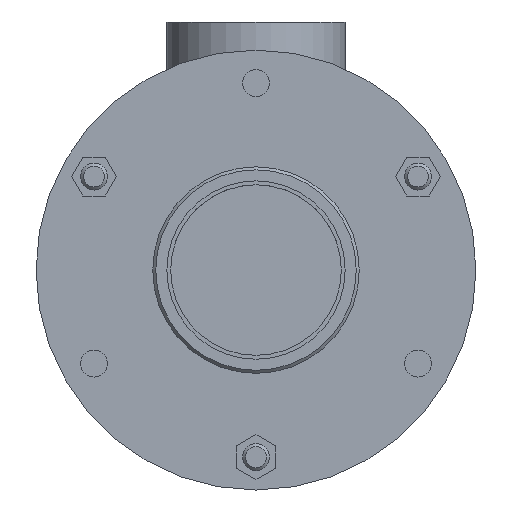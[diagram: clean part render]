
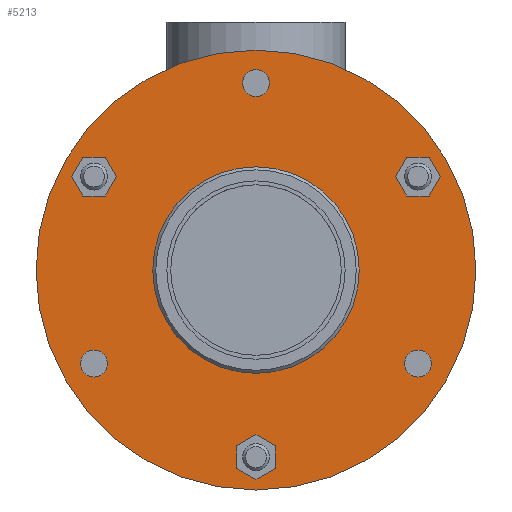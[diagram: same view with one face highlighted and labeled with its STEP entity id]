
A CAD part, front view. The second image highlights one B-rep face of the part: STEP entity #5213.
In plain terms, the highlighted planar face has unit normal (0, -1, 0).
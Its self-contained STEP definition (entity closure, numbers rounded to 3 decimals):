
#109=FACE_BOUND($,#884,.T.);
#110=FACE_BOUND($,#885,.T.);
#111=FACE_BOUND($,#886,.T.);
#112=FACE_BOUND($,#887,.T.);
#113=FACE_BOUND($,#888,.T.);
#114=FACE_BOUND($,#889,.T.);
#115=FACE_BOUND($,#890,.T.);
#116=FACE_BOUND($,#891,.T.);
#169=CIRCLE($,#5438,4.5);
#171=CIRCLE($,#5441,4.5);
#173=CIRCLE($,#5444,4.5);
#184=CIRCLE($,#5466,34.5);
#187=CIRCLE($,#5472,73.5);
#884=EDGE_LOOP($,(#4575,#4576,#4577,#4578,#4579,#4580));
#885=EDGE_LOOP($,(#4581,#4582,#4583,#4584,#4585,#4586));
#886=EDGE_LOOP($,(#4587,#4588,#4589,#4590,#4591,#4592));
#887=EDGE_LOOP($,(#4593));
#888=EDGE_LOOP($,(#4594));
#889=EDGE_LOOP($,(#4595));
#890=EDGE_LOOP($,(#4596));
#891=EDGE_LOOP($,(#4597));
#1471=LINE($,#9087,#1964);
#1475=LINE($,#9095,#1968);
#1478=LINE($,#9101,#1971);
#1481=LINE($,#9107,#1974);
#1484=LINE($,#9113,#1977);
#1487=LINE($,#9118,#1980);
#1489=LINE($,#9126,#1982);
#1493=LINE($,#9134,#1986);
#1496=LINE($,#9140,#1989);
#1499=LINE($,#9146,#1992);
#1502=LINE($,#9152,#1995);
#1505=LINE($,#9157,#1998);
#1507=LINE($,#9165,#2000);
#1511=LINE($,#9173,#2004);
#1514=LINE($,#9179,#2007);
#1517=LINE($,#9185,#2010);
#1520=LINE($,#9191,#2013);
#1523=LINE($,#9196,#2016);
#1964=VECTOR($,#6161,7.506);
#1968=VECTOR($,#6167,7.506);
#1971=VECTOR($,#6172,7.506);
#1974=VECTOR($,#6177,7.506);
#1977=VECTOR($,#6182,7.506);
#1980=VECTOR($,#6187,7.506);
#1982=VECTOR($,#6195,7.506);
#1986=VECTOR($,#6201,7.506);
#1989=VECTOR($,#6206,7.506);
#1992=VECTOR($,#6211,7.506);
#1995=VECTOR($,#6216,7.506);
#1998=VECTOR($,#6221,7.506);
#2000=VECTOR($,#6229,7.506);
#2004=VECTOR($,#6235,7.506);
#2007=VECTOR($,#6240,7.506);
#2010=VECTOR($,#6245,7.506);
#2013=VECTOR($,#6250,7.506);
#2016=VECTOR($,#6255,7.506);
#2439=VERTEX_POINT($,#9085);
#2440=VERTEX_POINT($,#9086);
#2443=VERTEX_POINT($,#9094);
#2445=VERTEX_POINT($,#9100);
#2447=VERTEX_POINT($,#9106);
#2449=VERTEX_POINT($,#9112);
#2452=VERTEX_POINT($,#9124);
#2453=VERTEX_POINT($,#9125);
#2456=VERTEX_POINT($,#9133);
#2458=VERTEX_POINT($,#9139);
#2460=VERTEX_POINT($,#9145);
#2462=VERTEX_POINT($,#9151);
#2465=VERTEX_POINT($,#9163);
#2466=VERTEX_POINT($,#9164);
#2469=VERTEX_POINT($,#9172);
#2471=VERTEX_POINT($,#9178);
#2473=VERTEX_POINT($,#9184);
#2475=VERTEX_POINT($,#9190);
#2527=VERTEX_POINT($,#9351);
#2529=VERTEX_POINT($,#9356);
#2531=VERTEX_POINT($,#9361);
#2544=VERTEX_POINT($,#9536);
#2547=VERTEX_POINT($,#9545);
#3110=EDGE_CURVE($,#2439,#2440,#1471,.T.);
#3114=EDGE_CURVE($,#2440,#2443,#1475,.T.);
#3117=EDGE_CURVE($,#2443,#2445,#1478,.T.);
#3120=EDGE_CURVE($,#2445,#2447,#1481,.T.);
#3123=EDGE_CURVE($,#2447,#2449,#1484,.T.);
#3126=EDGE_CURVE($,#2449,#2439,#1487,.T.);
#3129=EDGE_CURVE($,#2452,#2453,#1489,.T.);
#3133=EDGE_CURVE($,#2453,#2456,#1493,.T.);
#3136=EDGE_CURVE($,#2456,#2458,#1496,.T.);
#3139=EDGE_CURVE($,#2458,#2460,#1499,.T.);
#3142=EDGE_CURVE($,#2460,#2462,#1502,.T.);
#3145=EDGE_CURVE($,#2462,#2452,#1505,.T.);
#3148=EDGE_CURVE($,#2465,#2466,#1507,.T.);
#3152=EDGE_CURVE($,#2466,#2469,#1511,.T.);
#3155=EDGE_CURVE($,#2469,#2471,#1514,.T.);
#3158=EDGE_CURVE($,#2471,#2473,#1517,.T.);
#3161=EDGE_CURVE($,#2473,#2475,#1520,.T.);
#3164=EDGE_CURVE($,#2475,#2465,#1523,.T.);
#3234=EDGE_CURVE($,#2527,#2527,#169,.T.);
#3236=EDGE_CURVE($,#2529,#2529,#171,.T.);
#3238=EDGE_CURVE($,#2531,#2531,#173,.T.);
#3251=EDGE_CURVE($,#2544,#2544,#184,.T.);
#3254=EDGE_CURVE($,#2547,#2547,#187,.T.);
#4575=ORIENTED_EDGE($,*,*,#3110,.T.);
#4576=ORIENTED_EDGE($,*,*,#3114,.T.);
#4577=ORIENTED_EDGE($,*,*,#3117,.T.);
#4578=ORIENTED_EDGE($,*,*,#3120,.T.);
#4579=ORIENTED_EDGE($,*,*,#3123,.T.);
#4580=ORIENTED_EDGE($,*,*,#3126,.T.);
#4581=ORIENTED_EDGE($,*,*,#3129,.T.);
#4582=ORIENTED_EDGE($,*,*,#3133,.T.);
#4583=ORIENTED_EDGE($,*,*,#3136,.T.);
#4584=ORIENTED_EDGE($,*,*,#3139,.T.);
#4585=ORIENTED_EDGE($,*,*,#3142,.T.);
#4586=ORIENTED_EDGE($,*,*,#3145,.T.);
#4587=ORIENTED_EDGE($,*,*,#3148,.T.);
#4588=ORIENTED_EDGE($,*,*,#3152,.T.);
#4589=ORIENTED_EDGE($,*,*,#3155,.T.);
#4590=ORIENTED_EDGE($,*,*,#3158,.T.);
#4591=ORIENTED_EDGE($,*,*,#3161,.T.);
#4592=ORIENTED_EDGE($,*,*,#3164,.T.);
#4593=ORIENTED_EDGE($,*,*,#3234,.T.);
#4594=ORIENTED_EDGE($,*,*,#3236,.T.);
#4595=ORIENTED_EDGE($,*,*,#3238,.T.);
#4596=ORIENTED_EDGE($,*,*,#3251,.T.);
#4597=ORIENTED_EDGE($,*,*,#3254,.T.);
#4855=PLANE($,#5473);
#5213=ADVANCED_FACE($,(#109,#110,#111,#112,#113,#114,#115,#116),#4855,.F.);
#5438=AXIS2_PLACEMENT_3D($,#9352,#6409,#6410);
#5441=AXIS2_PLACEMENT_3D($,#9357,#6415,#6416);
#5444=AXIS2_PLACEMENT_3D($,#9362,#6421,#6422);
#5466=AXIS2_PLACEMENT_3D($,#9537,#6465,#6466);
#5472=AXIS2_PLACEMENT_3D($,#9546,#6477,#6478);
#5473=AXIS2_PLACEMENT_3D($,#9547,#6479,#6480);
#6161=DIRECTION($,(0.,0.,-1.));
#6167=DIRECTION($,(-0.866,0.,-0.5));
#6172=DIRECTION($,(-0.866,0.,0.5));
#6177=DIRECTION($,(0.,0.,1.));
#6182=DIRECTION($,(0.866,0.,0.5));
#6187=DIRECTION($,(0.866,0.,-0.5));
#6195=DIRECTION($,(-1.,0.,0.));
#6201=DIRECTION($,(-0.5,0.,0.866));
#6206=DIRECTION($,(0.5,0.,0.866));
#6211=DIRECTION($,(1.,0.,0.));
#6216=DIRECTION($,(0.5,0.,-0.866));
#6221=DIRECTION($,(-0.5,0.,-0.866));
#6229=DIRECTION($,(1.,0.,0.));
#6235=DIRECTION($,(0.5,0.,-0.866));
#6240=DIRECTION($,(-0.5,0.,-0.866));
#6245=DIRECTION($,(-1.,0.,0.));
#6250=DIRECTION($,(-0.5,0.,0.866));
#6255=DIRECTION($,(0.5,0.,0.866));
#6409=DIRECTION('center_axis',(0.,1.,0.));
#6410=DIRECTION('ref_axis',(-1.,0.,0.));
#6415=DIRECTION('center_axis',(0.,1.,0.));
#6416=DIRECTION('ref_axis',(-1.,0.,0.));
#6421=DIRECTION('center_axis',(0.,1.,0.));
#6422=DIRECTION('ref_axis',(-1.,0.,0.));
#6465=DIRECTION('center_axis',(0.,1.,0.));
#6466=DIRECTION('ref_axis',(-1.,0.,0.));
#6477=DIRECTION('center_axis',(0.,-1.,0.));
#6478=DIRECTION('ref_axis',(-1.,0.,0.));
#6479=DIRECTION('center_axis',(0.,1.,0.));
#6480=DIRECTION('ref_axis',(0.,0.,1.));
#9085=CARTESIAN_POINT('',(6.5,-728.6,-58.747));
#9086=CARTESIAN_POINT('',(6.5,-728.6,-66.253));
#9087=CARTESIAN_POINT($,(6.5,-728.6,-33.126));
#9094=CARTESIAN_POINT('',(0.,-728.6,-70.006));
#9095=CARTESIAN_POINT($,(15.157,-728.6,-61.255));
#9100=CARTESIAN_POINT('',(-6.5,-728.6,-66.253));
#9101=CARTESIAN_POINT($,(-18.407,-728.6,-59.378));
#9106=CARTESIAN_POINT('',(-6.5,-728.6,-58.747));
#9107=CARTESIAN_POINT($,(-6.5,-728.6,-29.374));
#9112=CARTESIAN_POINT('',(0.,-728.6,-54.994));
#9113=CARTESIAN_POINT($,(11.907,-728.6,-48.12));
#9118=CARTESIAN_POINT($,(-8.657,-728.6,-49.997));
#9124=CARTESIAN_POINT('',(-50.374,-728.6,24.75));
#9125=CARTESIAN_POINT('',(-57.879,-728.6,24.75));
#9126=CARTESIAN_POINT($,(-28.94,-728.6,24.75));
#9133=CARTESIAN_POINT('',(-61.632,-728.6,31.25));
#9134=CARTESIAN_POINT($,(-47.162,-728.6,6.188));
#9139=CARTESIAN_POINT('',(-57.879,-728.6,37.75));
#9140=CARTESIAN_POINT($,(-58.818,-728.6,36.125));
#9145=CARTESIAN_POINT('',(-50.374,-728.6,37.75));
#9146=CARTESIAN_POINT($,(-25.187,-728.6,37.75));
#9151=CARTESIAN_POINT('',(-46.621,-728.6,31.25));
#9152=CARTESIAN_POINT($,(-34.028,-728.6,9.438));
#9157=CARTESIAN_POINT($,(-49.436,-728.6,26.375));
#9163=CARTESIAN_POINT('',(50.374,-728.6,37.75));
#9164=CARTESIAN_POINT('',(57.879,-728.6,37.75));
#9165=CARTESIAN_POINT($,(28.94,-728.6,37.75));
#9172=CARTESIAN_POINT('',(61.632,-728.6,31.25));
#9173=CARTESIAN_POINT($,(60.694,-728.6,32.875));
#9178=CARTESIAN_POINT('',(57.879,-728.6,24.75));
#9179=CARTESIAN_POINT($,(45.286,-728.6,2.937));
#9184=CARTESIAN_POINT('',(50.374,-728.6,24.75));
#9185=CARTESIAN_POINT($,(25.187,-728.6,24.75));
#9190=CARTESIAN_POINT('',(46.621,-728.6,31.25));
#9191=CARTESIAN_POINT($,(47.559,-728.6,29.625));
#9196=CARTESIAN_POINT($,(35.904,-728.6,12.688));
#9351=CARTESIAN_POINT('',(58.627,-728.6,-31.25));
#9352=CARTESIAN_POINT('Origin',(54.127,-728.6,-31.25));
#9356=CARTESIAN_POINT('',(-49.627,-728.6,-31.25));
#9357=CARTESIAN_POINT('Origin',(-54.127,-728.6,-31.25));
#9361=CARTESIAN_POINT('',(4.5,-728.6,62.5));
#9362=CARTESIAN_POINT('Origin',(0.,-728.6,62.5));
#9536=CARTESIAN_POINT('',(34.5,-728.6,0.));
#9537=CARTESIAN_POINT('Origin',(0.,-728.6,0.));
#9545=CARTESIAN_POINT('',(73.5,-728.6,0.));
#9546=CARTESIAN_POINT('Origin',(0.,-728.6,0.));
#9547=CARTESIAN_POINT('Origin',(0.,-728.6,0.));
